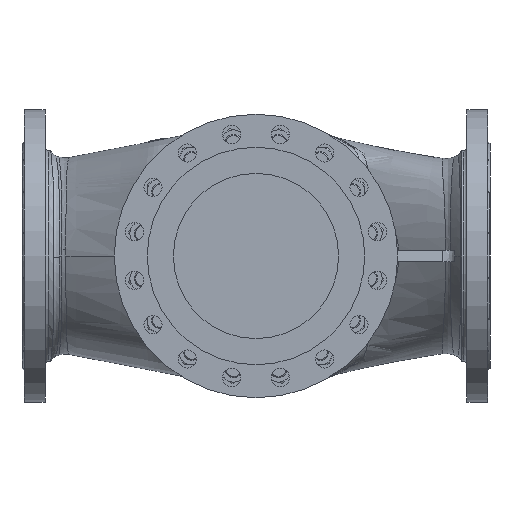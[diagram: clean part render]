
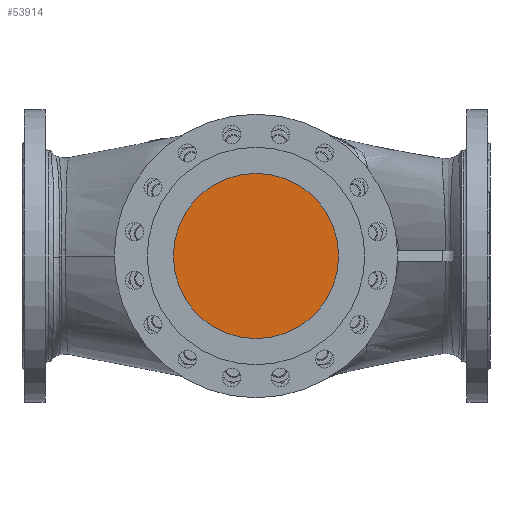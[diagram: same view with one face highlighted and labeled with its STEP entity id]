
A CAD part, front view. The second image highlights one B-rep face of the part: STEP entity #53914.
In plain terms, the highlighted planar face has unit normal (0, -1, 0).
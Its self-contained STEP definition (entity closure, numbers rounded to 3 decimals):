
#14336 = PLANE ( 'NONE',  #79681 ) ;
#22611 = EDGE_LOOP ( 'NONE', ( #183787, #89296 ) ) ;
#32961 = CARTESIAN_POINT ( 'NONE',  ( 0., -544.5, 0. ) ) ;
#43261 = CARTESIAN_POINT ( 'NONE',  ( 0., -544.5, 0. ) ) ;
#50311 = FACE_OUTER_BOUND ( 'NONE', #22611, .T. ) ;
#51603 = DIRECTION ( 'NONE',  ( 0., 0., -1. ) ) ;
#53914 = ADVANCED_FACE ( 'NONE', ( #50311 ), #14336, .T. ) ;
#56045 = CIRCLE ( 'NONE', #65586, 150. ) ;
#61940 = DIRECTION ( 'NONE',  ( 0., 0., -1. ) ) ;
#65586 = AXIS2_PLACEMENT_3D ( 'NONE', #208290, #97388, #226916 ) ;
#72855 = EDGE_CURVE ( 'NONE', #229884, #187472, #126322, .T. ) ;
#79681 = AXIS2_PLACEMENT_3D ( 'NONE', #32961, #162665, #51603 ) ;
#89296 = ORIENTED_EDGE ( 'NONE', *, *, #72855, .T. ) ;
#97388 = DIRECTION ( 'NONE',  ( 0., -1., 0. ) ) ;
#126322 = CIRCLE ( 'NONE', #134705, 150. ) ;
#134705 = AXIS2_PLACEMENT_3D ( 'NONE', #43261, #172892, #61940 ) ;
#162665 = DIRECTION ( 'NONE',  ( 0., -1., 0. ) ) ;
#172892 = DIRECTION ( 'NONE',  ( 0., -1., 0. ) ) ;
#183787 = ORIENTED_EDGE ( 'NONE', *, *, #218179, .T. ) ;
#187472 = VERTEX_POINT ( 'NONE', #235586 ) ;
#208290 = CARTESIAN_POINT ( 'NONE',  ( 0., -544.5, 0. ) ) ;
#218179 = EDGE_CURVE ( 'NONE', #187472, #229884, #56045, .T. ) ;
#220489 = CARTESIAN_POINT ( 'NONE',  ( 0., -544.5, 150. ) ) ;
#226916 = DIRECTION ( 'NONE',  ( 0., 0., -1. ) ) ;
#229884 = VERTEX_POINT ( 'NONE', #220489 ) ;
#235586 = CARTESIAN_POINT ( 'NONE',  ( 0., -544.5, -150. ) ) ;
